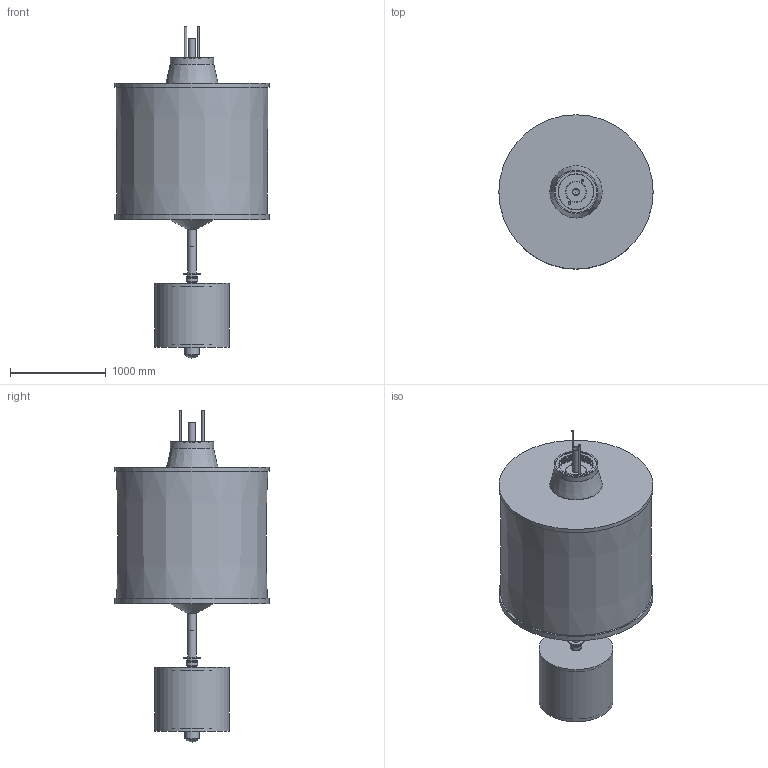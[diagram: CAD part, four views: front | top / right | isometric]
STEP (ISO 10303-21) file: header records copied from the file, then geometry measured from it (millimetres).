
FILE_DESCRIPTION(/* description */ ('STEP AP242','CAx-IF Rec.Pracs.---Representation and Presentation of Product Manufacturing Information (PMI)---4.0---2014-10-13','CAx-IF Rec.Pracs.---3D Tessellated Geometry---0.4---2014-09-14','2;1'),/* implementation_level */ '2;1');
FILE_NAME(/* name */ '61fffa8e832b9430d40ca8f8',/* time_stamp */ '2022-02-06T16:42:54+00:00',/* author */ (''),/* organization */ (''),/* preprocessor_version */ 'ST-DEVELOPER v18.101',/* originating_system */ ' ',/* authorisation */ ' ');
FILE_SCHEMA (('AP242_MANAGED_MODEL_BASED_3D_ENGINEERING_MIM_LF { 1 0 10303 442 1 1 4 }'));
Length unit declared in the file: metre
Products named in the file (1): inconel_core
Bounding box: 1615.09 x 1615.09 x 3475.51 mm (x, y, z)
Volume: 365011971.2 mm3; surface area: 29516408.3 mm2
Topology: 1 solids, 1 shells, 96 faces, 172 edges, 107 vertices
Faces by surface type: cylinder 32, plane 31, torus 18, cone 13, sphere 2
Full cylindrical faces by diameter (mm): 12.7 x1, 19.05 x1, 25.425 x1, 28.575 x2, 66.929 x1, 73.025 x2, 79.397 x1, 91.749 x3, 101.906 x1, 111.666 x1, 122.215 x1, 125.001 x1, 125.451 x1, 132.804 x1, 148.123 x1, 174.62 x1, 367.59 x1, 373.702 x1, 376.491 x1, 378.782 x1, 431.888 x1, 443.412 x1, 456.112 x1, 534.268 x1, 764.739 x1, 777.439 x1, 1614.678 x1, 1615.089 x1
Entity records: 1950 total; most frequent: DIRECTION 386, CARTESIAN_POINT 289, AXIS2_PLACEMENT_3D 193, ORIENTED_EDGE 192, EDGE_LOOP 192, FACE_BOUND 192, EDGE_CURVE 96, VERTEX_POINT 96
